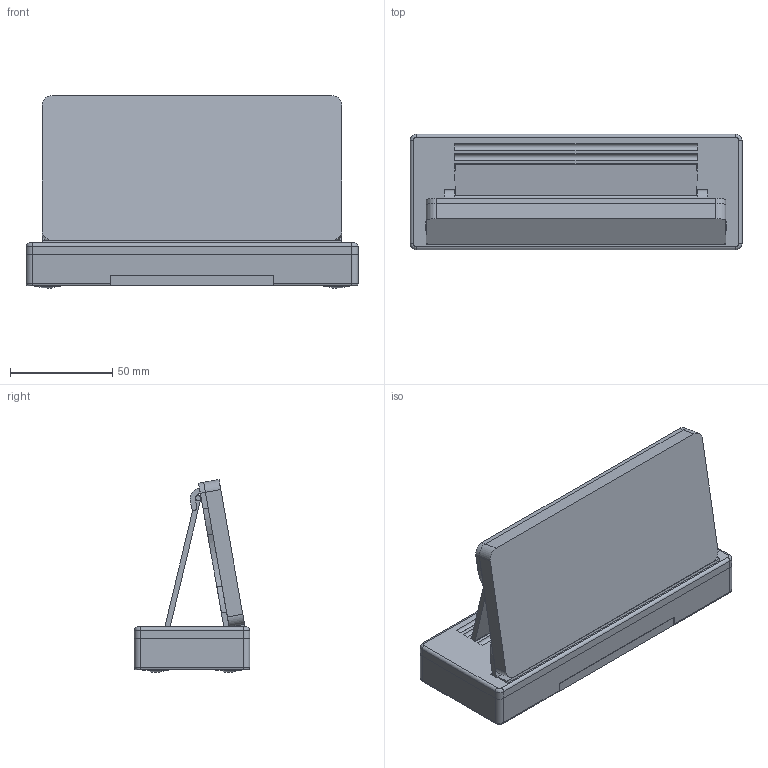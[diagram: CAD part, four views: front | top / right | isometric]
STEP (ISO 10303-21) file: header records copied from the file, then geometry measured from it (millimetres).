
FILE_DESCRIPTION(/* description */ (''),/* implementation_level */ '2;1');
FILE_NAME(/* name */ 'phone_clock_stand v52.step',/* time_stamp */ '2024-06-17T22:55:00-04:00',/* author */ (''),/* organization */ (''),/* preprocessor_version */ 'ST-DEVELOPER v20',/* originating_system */ 'Autodesk Translation Framework v13.14.0.145',/* authorisation */ '');
FILE_SCHEMA (('AUTOMOTIVE_DESIGN { 1 0 10303 214 3 1 1 }'));
Length unit declared in the file: millimetre
Products named in the file (9): phone_clock_stand; Iphone13; Back; Stand; Top; Bottom; Glow; Pads; M2.3x5mm
Assembly tree (11 placements, depth 2):
  phone_clock_stand
    Iphone13
    Back
    Stand
    Top
    Bottom
    Glow
    Pads
    M2.3x5mm  x4
Bounding box: 162.69 x 56.56 x 94.49 mm (x, y, z)
Volume: 201510.7 mm3; surface area: 130826.9 mm2
Topology: 14 solids, 14 shells, 298 faces, 711 edges, 465 vertices
Faces by surface type: plane 188, cylinder 96, torus 6, bspline 4, sphere 4
Full cylindrical faces by diameter (mm): 1.84 x6, 2.3 x4, 2.54 x2, 2.9 x2, 3.7 x4, 4.3 x4, 10.8 x4, 12.8 x4
Entity records: 8646 total; most frequent: DIRECTION 1492, CARTESIAN_POINT 1477, ORIENTED_EDGE 1378, EDGE_CURVE 689, AXIS2_PLACEMENT_3D 504, LINE 484, VECTOR 484, VERTEX_POINT 453
